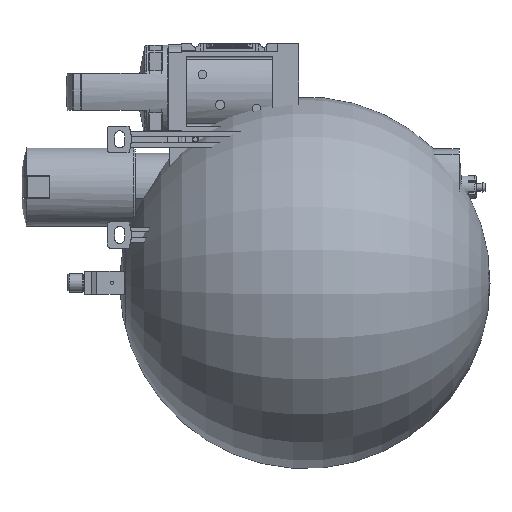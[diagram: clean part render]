
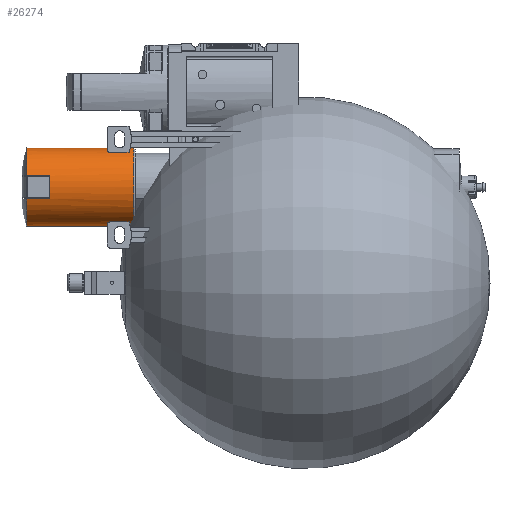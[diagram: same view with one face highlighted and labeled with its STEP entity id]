
A CAD part, left-side view. The second image highlights one B-rep face of the part: STEP entity #26274.
In plain terms, the highlighted cylindrical face has radius 25.5 mm (diameter 51 mm), a full revolution.
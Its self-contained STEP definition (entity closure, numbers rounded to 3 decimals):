
#2048=LINE('',#37359,#4067);
#2049=LINE('',#37363,#4068);
#2050=LINE('',#37364,#4069);
#2051=LINE('',#37372,#4070);
#4067=VECTOR('',#31212,1000.);
#4068=VECTOR('',#31215,1000.);
#4069=VECTOR('',#31216,1000.);
#4070=VECTOR('',#31223,1000.);
#5213=CIRCLE('',#27492,25.5);
#5242=CIRCLE('',#27653,25.5);
#5243=CIRCLE('',#27655,25.5);
#5244=CIRCLE('',#27656,25.5);
#5245=CIRCLE('',#27657,25.5);
#5246=CIRCLE('',#27658,25.5);
#5247=CIRCLE('',#27659,25.5);
#8230=ORIENTED_EDGE('',*,*,#12603,.F.);
#8231=ORIENTED_EDGE('',*,*,#12601,.T.);
#8232=ORIENTED_EDGE('',*,*,#12604,.T.);
#8233=ORIENTED_EDGE('',*,*,#12605,.F.);
#8234=ORIENTED_EDGE('',*,*,#12606,.F.);
#8235=ORIENTED_EDGE('',*,*,#12324,.T.);
#8236=ORIENTED_EDGE('',*,*,#12607,.F.);
#8237=ORIENTED_EDGE('',*,*,#12608,.F.);
#8238=ORIENTED_EDGE('',*,*,#12609,.F.);
#8239=ORIENTED_EDGE('',*,*,#12610,.F.);
#8240=ORIENTED_EDGE('',*,*,#12611,.T.);
#12324=EDGE_CURVE('',#14802,#14801,#5213,.T.);
#12601=EDGE_CURVE('',#14978,#14977,#5242,.T.);
#12603=EDGE_CURVE('',#14979,#14979,#5243,.T.);
#12604=EDGE_CURVE('',#14977,#14980,#2048,.T.);
#12605=EDGE_CURVE('',#14981,#14980,#5244,.T.);
#12606=EDGE_CURVE('',#14802,#14981,#2049,.T.);
#12607=EDGE_CURVE('',#14982,#14801,#2050,.F.);
#12608=EDGE_CURVE('',#14983,#14982,#5245,.T.);
#12609=EDGE_CURVE('',#14984,#14983,#5246,.T.);
#12610=EDGE_CURVE('',#14985,#14984,#5247,.T.);
#12611=EDGE_CURVE('',#14985,#14978,#2051,.F.);
#14801=VERTEX_POINT('',#36771);
#14802=VERTEX_POINT('',#36773);
#14977=VERTEX_POINT('',#37348);
#14978=VERTEX_POINT('',#37350);
#14979=VERTEX_POINT('',#37358);
#14980=VERTEX_POINT('',#37360);
#14981=VERTEX_POINT('',#37362);
#14982=VERTEX_POINT('',#37365);
#14983=VERTEX_POINT('',#37367);
#14984=VERTEX_POINT('',#37369);
#14985=VERTEX_POINT('',#37371);
#16601=EDGE_LOOP('',(#8230));
#16602=EDGE_LOOP('',(#8231,#8232,#8233,#8234,#8235,#8236,#8237,#8238,#8239,
#8240));
#17915=FACE_BOUND('',#16601,.T.);
#17916=FACE_BOUND('',#16602,.T.);
#18795=CYLINDRICAL_SURFACE('',#27654,25.5);
#26274=ADVANCED_FACE('',(#17915,#17916),#18795,.T.);
#27492=AXIS2_PLACEMENT_3D('',#36772,#30654,#30655);
#27653=AXIS2_PLACEMENT_3D('',#37349,#31206,#31207);
#27654=AXIS2_PLACEMENT_3D('',#37356,#31208,#31209);
#27655=AXIS2_PLACEMENT_3D('',#37357,#31210,#31211);
#27656=AXIS2_PLACEMENT_3D('',#37361,#31213,#31214);
#27657=AXIS2_PLACEMENT_3D('',#37366,#31217,#31218);
#27658=AXIS2_PLACEMENT_3D('',#37368,#31219,#31220);
#27659=AXIS2_PLACEMENT_3D('',#37370,#31221,#31222);
#30654=DIRECTION('',(0.,-1.,0.));
#30655=DIRECTION('',(0.,0.,-1.));
#31206=DIRECTION('',(0.,-1.,0.));
#31207=DIRECTION('',(0.,0.,-1.));
#31208=DIRECTION('',(0.,-1.,0.));
#31209=DIRECTION('',(0.,0.,-1.));
#31210=DIRECTION('',(0.,-1.,0.));
#31211=DIRECTION('',(0.,0.,-1.));
#31212=DIRECTION('',(0.,-1.,0.));
#31213=DIRECTION('',(0.,1.,0.));
#31214=DIRECTION('',(0.,0.,1.));
#31215=DIRECTION('',(0.,-1.,0.));
#31216=DIRECTION('',(0.,-1.,0.));
#31217=DIRECTION('',(0.,1.,0.));
#31218=DIRECTION('',(0.,0.,1.));
#31219=DIRECTION('',(0.,1.,0.));
#31220=DIRECTION('',(0.,0.,1.));
#31221=DIRECTION('',(0.,1.,0.));
#31222=DIRECTION('',(0.,0.,1.));
#31223=DIRECTION('',(0.,-1.,0.));
#36771=CARTESIAN_POINT('',(24.372,131.5,-7.5));
#36772=CARTESIAN_POINT('',(0.,131.5,0.));
#36773=CARTESIAN_POINT('',(-24.372,131.5,-7.5));
#37348=CARTESIAN_POINT('',(-24.372,131.5,7.5));
#37349=CARTESIAN_POINT('',(0.,131.5,0.));
#37350=CARTESIAN_POINT('',(24.372,131.5,7.5));
#37356=CARTESIAN_POINT('',(0.,39.,0.));
#37357=CARTESIAN_POINT('',(0.,62.,0.));
#37358=CARTESIAN_POINT('',(0.,62.,-25.5));
#37359=CARTESIAN_POINT('',(-24.372,39.,7.5));
#37360=CARTESIAN_POINT('',(-24.372,116.5,7.5));
#37361=CARTESIAN_POINT('',(0.,116.5,0.));
#37362=CARTESIAN_POINT('',(-24.372,116.5,-7.5));
#37363=CARTESIAN_POINT('',(-24.372,39.,-7.5));
#37364=CARTESIAN_POINT('',(24.372,39.,-7.5));
#37365=CARTESIAN_POINT('',(24.372,116.5,-7.5));
#37366=CARTESIAN_POINT('',(0.,116.5,0.));
#37367=CARTESIAN_POINT('',(24.52,116.5,-7.));
#37368=CARTESIAN_POINT('',(0.,116.5,0.));
#37369=CARTESIAN_POINT('',(24.52,116.5,7.));
#37370=CARTESIAN_POINT('',(0.,116.5,0.));
#37371=CARTESIAN_POINT('',(24.372,116.5,7.5));
#37372=CARTESIAN_POINT('',(24.372,39.,7.5));
